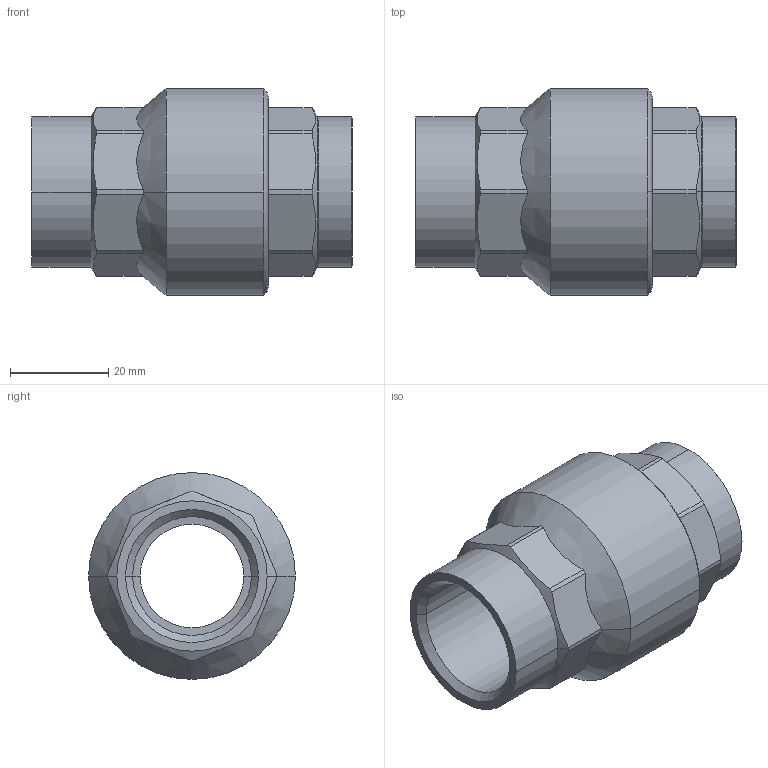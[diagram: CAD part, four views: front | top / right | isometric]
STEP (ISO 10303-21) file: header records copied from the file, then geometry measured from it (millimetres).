
FILE_DESCRIPTION(('Creo Elements/Direct Modeling STEP Export'),'2;1');
FILE_NAME('10000005.stp','2020-07-27T12:31:26',(''),(''),'Creo Elements/Direct Modeling STEP processor for AP214 (Solid Model)','Creo Elements/Direct Modeling 20.1A 29-Sep-2018 (C) Parametric Technology GmbH','');
FILE_SCHEMA(('AUTOMOTIVE_DESIGN { 1 0 10303 214 1 1 1 1 }'));
Length unit declared in the file: millimetre
Products named in the file (2): 10000005
Assembly tree (1 placements, depth 2):
  10000005
    10000005
Bounding box: 65 x 42 x 42 mm (x, y, z)
Volume: 38420.2 mm3; surface area: 13342.9 mm2
Topology: 1 solids, 1 shells, 66 faces, 170 edges, 108 vertices
Faces by surface type: cylinder 28, plane 20, cone 14, torus 4
Entity records: 2009 total; most frequent: CARTESIAN_POINT 568, ORIENTED_EDGE 340, DIRECTION 230, EDGE_CURVE 170, VERTEX_POINT 108, AXIS2_PLACEMENT_3D 82, EDGE_LOOP 70, VECTOR 66
